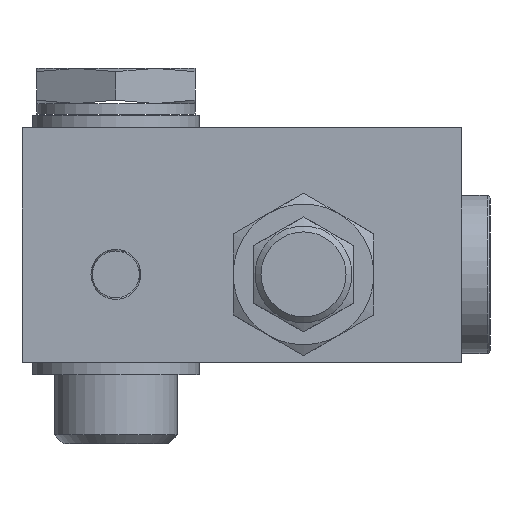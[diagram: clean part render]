
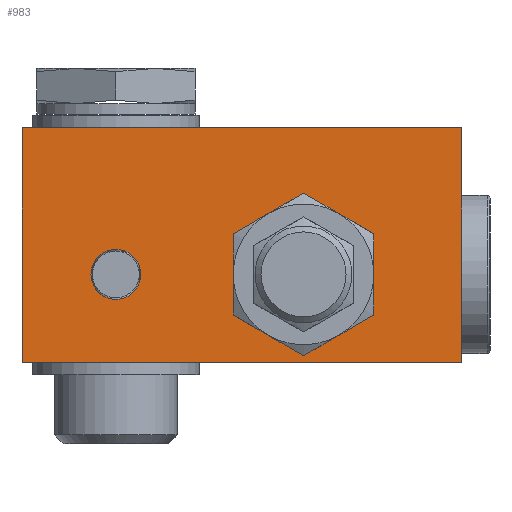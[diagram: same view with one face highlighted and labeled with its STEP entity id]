
A CAD part, left-side view. The second image highlights one B-rep face of the part: STEP entity #983.
In plain terms, the highlighted planar face has unit normal (-1, 0, 0).
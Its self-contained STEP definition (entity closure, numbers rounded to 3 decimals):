
#623=CARTESIAN_POINT('',(0.0,0.0,40.0));
#624=VERTEX_POINT('',#623);
#631=CARTESIAN_POINT('',(0.0,0.0,0.0));
#632=VERTEX_POINT('',#631);
#633=CARTESIAN_POINT('',(0.0,0.0,0.0));
#634=DIRECTION('',(0.0,0.0,1.0));
#635=VECTOR('',#634,40.0);
#636=LINE('',#633,#635);
#637=EDGE_CURVE('',#632,#624,#636,.T.);
#931=CARTESIAN_POINT('',(0.0,0.0,0.0));
#932=DIRECTION('',(-1.0,0.0,0.0));
#933=DIRECTION('',(0.0,0.0,1.0));
#934=AXIS2_PLACEMENT_3D('',#931,#932,#933);
#935=PLANE('',#934);
#936=CARTESIAN_POINT('',(0.,75.0,40.0));
#937=VERTEX_POINT('',#936);
#938=CARTESIAN_POINT('',(0.,0.0,40.0));
#939=DIRECTION('',(0.0,1.0,0.0));
#940=VECTOR('',#939,75.0);
#941=LINE('',#938,#940);
#942=EDGE_CURVE('',#624,#937,#941,.T.);
#943=ORIENTED_EDGE('',*,*,#942,.T.);
#944=CARTESIAN_POINT('',(0.,75.0,0.0));
#945=VERTEX_POINT('',#944);
#946=CARTESIAN_POINT('',(0.,75.0,0.0));
#947=DIRECTION('',(0.0,0.0,1.0));
#948=VECTOR('',#947,40.0);
#949=LINE('',#946,#948);
#950=EDGE_CURVE('',#945,#937,#949,.T.);
#951=ORIENTED_EDGE('',*,*,#950,.F.);
#952=CARTESIAN_POINT('',(0.,75.0,0.0));
#953=DIRECTION('',(0.0,-1.0,0.0));
#954=VECTOR('',#953,75.0);
#955=LINE('',#952,#954);
#956=EDGE_CURVE('',#945,#632,#955,.T.);
#957=ORIENTED_EDGE('',*,*,#956,.T.);
#958=ORIENTED_EDGE('',*,*,#637,.T.);
#959=EDGE_LOOP('',(#943,#951,#957,#958));
#960=FACE_OUTER_BOUND('',#959,.T.);
#961=CARTESIAN_POINT('',(0.,54.75,15.0));
#962=VERTEX_POINT('',#961);
#963=CARTESIAN_POINT('',(0.,59.0,15.0));
#964=DIRECTION('',(1.0,0.0,0.0));
#965=DIRECTION('',(0.0,-1.0,0.0));
#966=AXIS2_PLACEMENT_3D('',#963,#964,#965);
#967=CIRCLE('',#966,4.25);
#968=EDGE_CURVE('',#962,#962,#967,.T.);
#969=ORIENTED_EDGE('',*,*,#968,.T.);
#970=EDGE_LOOP('',(#969));
#971=FACE_BOUND('',#970,.T.);
#972=CARTESIAN_POINT('',(0.,27.0,27.0));
#973=VERTEX_POINT('',#972);
#974=CARTESIAN_POINT('',(0.,27.0,15.0));
#975=DIRECTION('',(1.0,0.0,0.0));
#976=DIRECTION('',(0.0,0.0,1.0));
#977=AXIS2_PLACEMENT_3D('',#974,#975,#976);
#978=CIRCLE('',#977,12.);
#979=EDGE_CURVE('',#973,#973,#978,.T.);
#980=ORIENTED_EDGE('',*,*,#979,.T.);
#981=EDGE_LOOP('',(#980));
#982=FACE_BOUND('',#981,.T.);
#983=ADVANCED_FACE('',(#960,#971,#982),#935,.T.);
